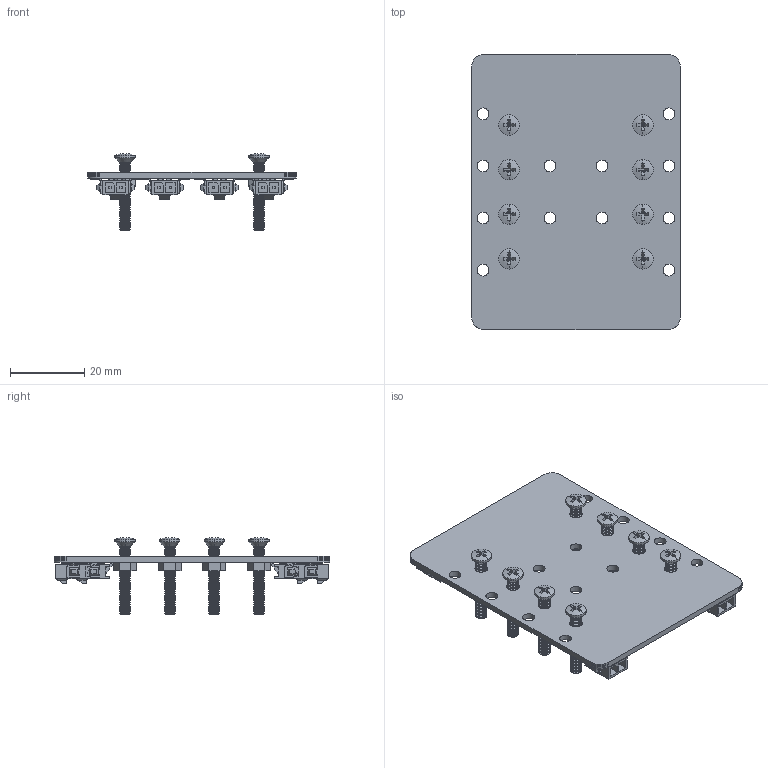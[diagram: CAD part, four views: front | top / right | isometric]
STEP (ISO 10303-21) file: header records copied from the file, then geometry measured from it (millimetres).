
FILE_DESCRIPTION(('KiCad electronic assembly'),'2;1');
FILE_NAME('ScrewSwitch.step','2025-03-06T21:59:03',('Pcbnew'),('Kicad'), 'Open CASCADE STEP processor 7.7','KiCad to STEP converter','Unknown' );
FILE_SCHEMA(('AUTOMOTIVE_DESIGN { 1 0 10303 214 1 1 1 1 }'));
Length unit declared in the file: millimetre
Products named in the file (8): ScrewSwitch 1; m3-8mm; SOLID; M3 Nut; CONN_2-1445057-2_AMP; ScrewSwitch PCB
Assembly tree (28 placements, depth 3):
  ScrewSwitch 1
    m3-8mm  x8
      SOLID
    M3 Nut  x8
      SOLID
    CONN_2-1445057-2_AMP  x8
      SOLID
    ScrewSwitch PCB
Bounding box: 56 x 74 x 20.7 mm (x, y, z)
Volume: 9293.3 mm3; surface area: 16600.9 mm2
Topology: 25 solids, 25 shells, 4114 faces, 11096 edges, 7112 vertices
Faces by surface type: plane 1454, cone 1264, cylinder 996, bspline 352, torus 32, sphere 16
Full cylindrical faces by diameter (mm): 3.2 x12, 3.429 x8
Entity records: 46368 total; most frequent: CARTESIAN_POINT 14447, DIRECTION 5911, LINE 3689, VECTOR 3689, ORIENTED_EDGE 3194, PCURVE 3194, DEFINITIONAL_REPRESENTATION 3194, EDGE_CURVE 1597
